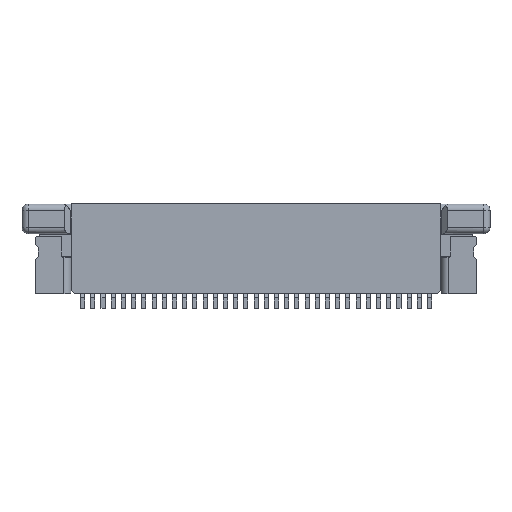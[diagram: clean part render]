
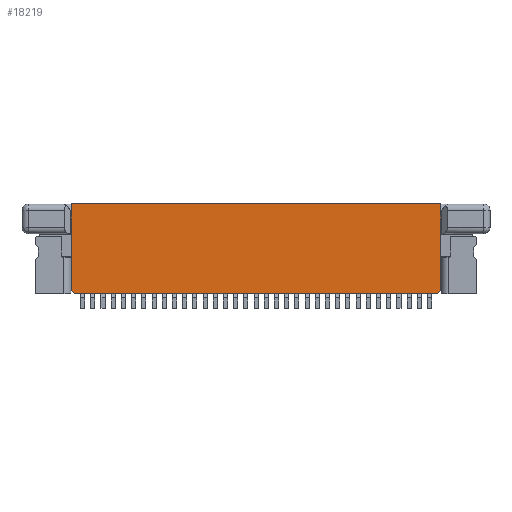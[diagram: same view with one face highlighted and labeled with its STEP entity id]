
A CAD part, front view. The second image highlights one B-rep face of the part: STEP entity #18219.
In plain terms, the highlighted planar face has unit normal (0, -1, 0).
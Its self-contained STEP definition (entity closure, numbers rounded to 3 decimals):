
#544=DIRECTION('',(1.,0.,0.));
#545=VECTOR('',#544,17.8);
#546=CARTESIAN_POINT('',(-8.9,-1.,-4.4));
#547=LINE('',#546,#545);
#1794=DIRECTION('',(0.,0.,-1.));
#1795=VECTOR('',#1794,4.26);
#1796=CARTESIAN_POINT('',(9.05,-1.,0.01));
#1797=LINE('',#1796,#1795);
#6636=DIRECTION('',(0.707,0.,-0.707));
#6637=VECTOR('',#6636,0.212);
#6638=CARTESIAN_POINT('',(-9.05,-1.,-4.25));
#6639=LINE('',#6638,#6637);
#6640=DIRECTION('',(0.,0.,-1.));
#6641=VECTOR('',#6640,4.26);
#6642=CARTESIAN_POINT('',(-9.05,-1.,0.01));
#6643=LINE('',#6642,#6641);
#6644=DIRECTION('',(1.,0.,0.));
#6645=VECTOR('',#6644,18.1);
#6646=CARTESIAN_POINT('',(-9.05,-1.,0.01));
#6647=LINE('',#6646,#6645);
#6648=DIRECTION('',(0.707,0.,0.707));
#6649=VECTOR('',#6648,0.212);
#6650=CARTESIAN_POINT('',(8.9,-1.,-4.4));
#6651=LINE('',#6650,#6649);
#7206=CARTESIAN_POINT('',(-9.05,-1.,0.01));
#7207=CARTESIAN_POINT('',(9.05,-1.,0.01));
#7208=VERTEX_POINT('',#7206);
#7209=VERTEX_POINT('',#7207);
#7248=CARTESIAN_POINT('',(-9.05,-1.,-4.25));
#7249=VERTEX_POINT('',#7248);
#7250=CARTESIAN_POINT('',(-8.9,-1.,-4.4));
#7251=VERTEX_POINT('',#7250);
#7252=CARTESIAN_POINT('',(8.9,-1.,-4.4));
#7253=CARTESIAN_POINT('',(9.05,-1.,-4.25));
#7254=VERTEX_POINT('',#7252);
#7255=VERTEX_POINT('',#7253);
#18205=CARTESIAN_POINT('',(8.9,-1.,-4.4));
#18206=DIRECTION('',(0.,-1.,0.));
#18207=DIRECTION('',(-1.,0.,0.));
#18208=AXIS2_PLACEMENT_3D('',#18205,#18206,#18207);
#18209=PLANE('',#18208);
#18210=ORIENTED_EDGE('',*,*,#9957,.F.);
#18211=ORIENTED_EDGE('',*,*,#9980,.F.);
#18212=ORIENTED_EDGE('',*,*,#18199,.T.);
#18213=ORIENTED_EDGE('',*,*,#10696,.T.);
#18215=ORIENTED_EDGE('',*,*,#18214,.F.);
#18216=ORIENTED_EDGE('',*,*,#9515,.F.);
#18217=EDGE_LOOP('',(#18210,#18211,#18212,#18213,#18215,#18216));
#18218=FACE_OUTER_BOUND('',#18217,.F.);
#9515=EDGE_CURVE('',#7251,#7254,#547,.T.);
#9957=EDGE_CURVE('',#7249,#7251,#6639,.T.);
#9980=EDGE_CURVE('',#7208,#7249,#6643,.T.);
#10696=EDGE_CURVE('',#7209,#7255,#1797,.T.);
#18199=EDGE_CURVE('',#7208,#7209,#6647,.T.);
#18214=EDGE_CURVE('',#7254,#7255,#6651,.T.);
#18219=ADVANCED_FACE('',(#18218),#18209,.T.);
